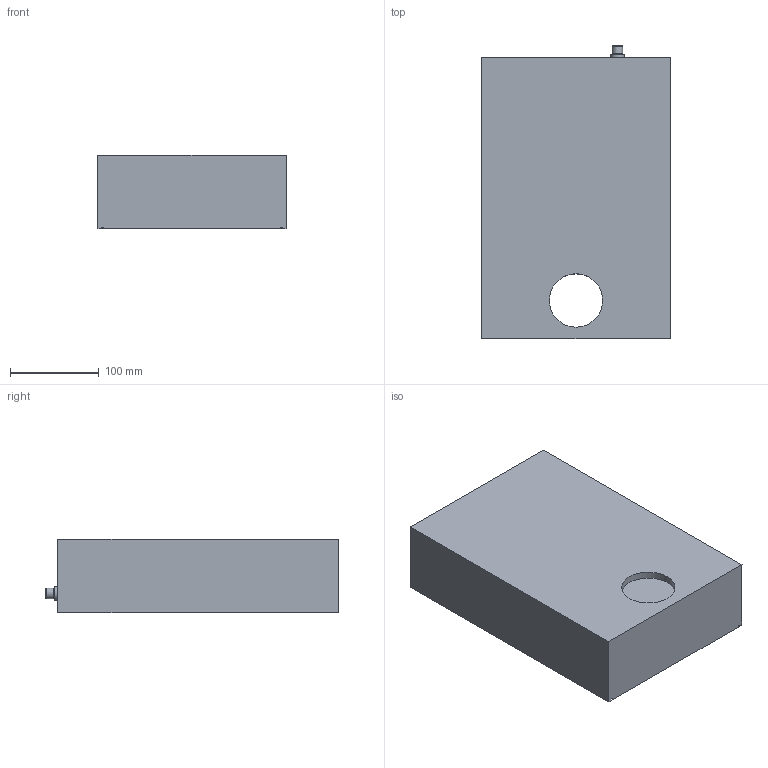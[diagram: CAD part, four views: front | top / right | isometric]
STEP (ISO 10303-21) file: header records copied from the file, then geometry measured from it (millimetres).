
FILE_DESCRIPTION(/* description */ (''),/* implementation_level */ '2;1');
FILE_NAME(/* name */ 'STÖRKONTUR BM-60-P',/* time_stamp */ '2019-11-14T09:42:19+01:00',/* author */ (''),/* organization */ (''),/* preprocessor_version */ 'ST-DEVELOPER v16.5',/* originating_system */ 'HiCAD 2018 2302.3 Build 504',/* authorisation */ '');
FILE_SCHEMA (('AUTOMOTIVE_DESIGN { 1 0 10303 214 1 1 1 1 }'));
Products named in the file (23): Root; Störkontur BM-60-P_Baugruppe; Schalter; 100635193-A-housing_front_back; Teil; Mattglas; J5; 21033961505_100635167MOD000A; Open CASCADE STEP translator 6.8 1.11.1.1; Open CASCADE STEP translator 6.8 1.11.1.2; J6; 164A16569X; 1379356352; Cylinder; J1; HALO-RJ45-BUCHSE-HFJV1-2450-L12; HALO-RJ45-Stehend; BM-DECKEL FÜR WARTUNGSÖFFNUNG; BM-60+ Anschlussfeld; BM-60+ GRUNDPLATTE
Assembly tree (22 placements, depth 5):
  Root
    Störkontur BM-60-P_Baugruppe
      Schalter
      100635193-A-housing_front_back
        Teil
        Teil
      Mattglas
      J5
        21033961505_100635167MOD000A
          Open CASCADE STEP translator 6.8 1.11.1.1
          Open CASCADE STEP translator 6.8 1.11.1.2
      J6
        164A16569X
        1379356352
          Cylinder
        1379356352
          Cylinder
      J1
        HALO-RJ45-BUCHSE-HFJV1-2450-L12
          HALO-RJ45-Stehend
      BM-DECKEL FÜR WARTUNGSÖFFNUNG
      BM-60+ Anschlussfeld
      BM-60+ GRUNDPLATTE
Bounding box: 212 x 330.19 x 83 mm (x, y, z)
Volume: 1671020.6 mm3; surface area: 452456.2 mm2
Topology: 11 solids, 31 shells, 1781 faces, 5108 edges, 3179 vertices
Faces by surface type: plane 872, cylinder 467, bspline 186, torus 126, cone 98, sphere 32
Full cylindrical faces by diameter (mm): 0.64 x9, 0.7 x8, 1 x6, 1.12 x9, 1.2 x9, 1.3 x5, 1.5 x5, 1.56 x9, 1.58 x9, 1.6 x2, 1.65 x9, 2.1 x9, 2.156 x2, 2.3 x1, 2.5 x1, 3 x4, 3.2 x2, 3.5 x16, 4 x4, 4.3 x2, 5.3 x2, 9.15 x1, 9.8 x1, 9.95 x1, 10.6 x1, 10.9 x1, 12 x1, 12.5 x1, 13 x1, 13.8 x1
Entity records: 106863 total; most frequent: CARTESIAN_POINT 15749, PRESENTATION_STYLE_ASSIGNMENT 9446, OVER_RIDING_STYLED_ITEM 9435, COLOUR_RGB 9425, DRAUGHTING_PRE_DEFINED_CURVE_FONT 9420, CURVE_STYLE 9420, ORIENTED_EDGE 9420, DIRECTION 8964
